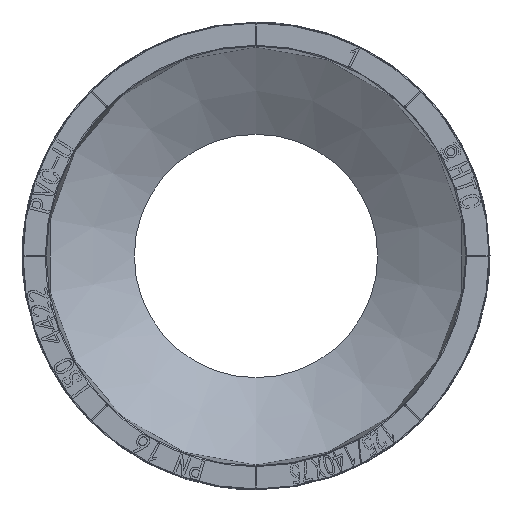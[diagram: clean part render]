
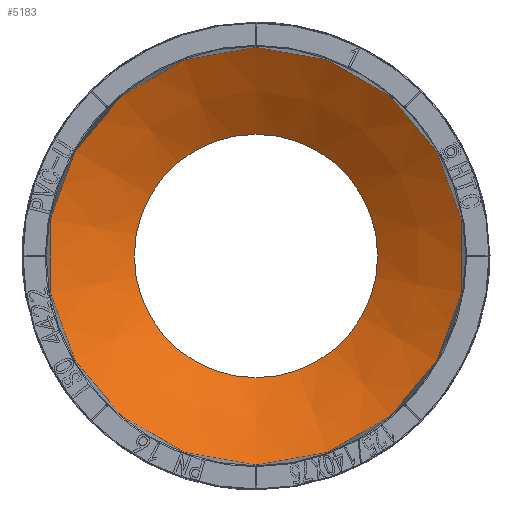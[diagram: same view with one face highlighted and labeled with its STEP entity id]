
A CAD part, front view. The second image highlights one B-rep face of the part: STEP entity #5183.
In plain terms, the highlighted conical face has half-angle 58.762 degrees and reference radius 36.45 mm.
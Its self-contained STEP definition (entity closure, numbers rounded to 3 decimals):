
#5183=ADVANCED_FACE('',(#8494,#8495),#6162,.F.);
#6162=CONICAL_SURFACE('',#23927,36.45,58.762);
#8494=FACE_BOUND('',#8876,.T.);
#8495=FACE_BOUND('',#8877,.T.);
#8876=EDGE_LOOP('',(#11523));
#8877=EDGE_LOOP('',(#11524));
#11523=ORIENTED_EDGE('',*,*,#20591,.T.);
#11524=ORIENTED_EDGE('',*,*,#20590,.F.);
#17876=VERTEX_POINT('',#34310);
#17877=VERTEX_POINT('',#34313);
#20590=EDGE_CURVE('',#17876,#17876,#23364,.T.);
#20591=EDGE_CURVE('',#17877,#17877,#23365,.T.);
#23364=CIRCLE('',#23924,36.45);
#23365=CIRCLE('',#23926,62.5);
#23924=AXIS2_PLACEMENT_3D('',#34309,#26126,#26127);
#23926=AXIS2_PLACEMENT_3D('',#34312,#26130,#26131);
#23927=AXIS2_PLACEMENT_3D('',#34314,#26132,#26133);
#26126=DIRECTION('',(0.,-1.,0.));
#26127=DIRECTION('',(0.,0.,-1.));
#26130=DIRECTION('',(0.,-1.,0.));
#26131=DIRECTION('',(0.,0.,-1.));
#26132=DIRECTION('',(0.,-1.,0.));
#26133=DIRECTION('',(0.,0.,-1.));
#34309=CARTESIAN_POINT('',(7508.73,378.592,0.));
#34310=CARTESIAN_POINT('',(7508.73,378.592,-36.45));
#34312=CARTESIAN_POINT('',(7508.73,362.792,0.));
#34313=CARTESIAN_POINT('',(7508.73,362.792,-62.5));
#34314=CARTESIAN_POINT('',(7508.73,378.592,0.));
